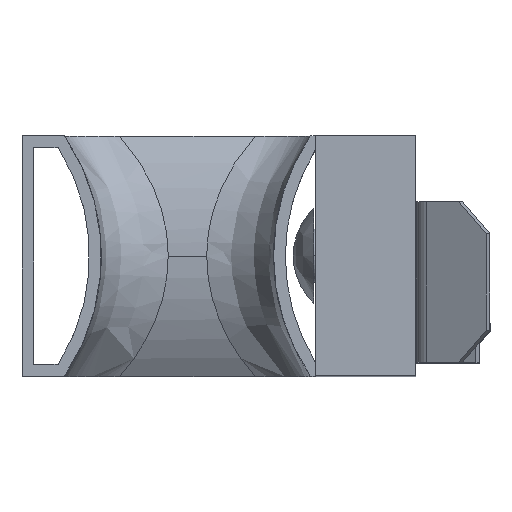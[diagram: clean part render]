
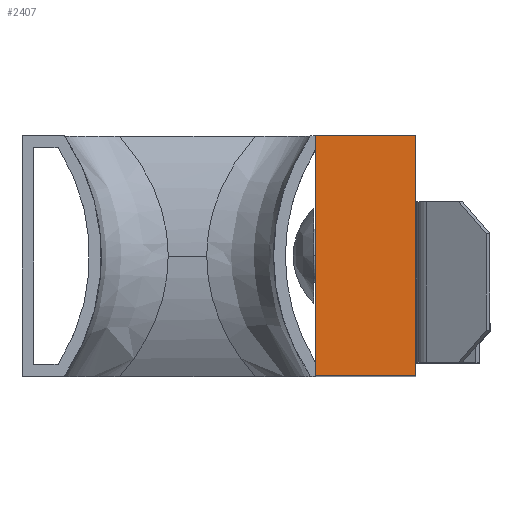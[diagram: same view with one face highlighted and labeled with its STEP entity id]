
A CAD part, top view. The second image highlights one B-rep face of the part: STEP entity #2407.
In plain terms, the highlighted planar face has unit normal (0, 0, 1).
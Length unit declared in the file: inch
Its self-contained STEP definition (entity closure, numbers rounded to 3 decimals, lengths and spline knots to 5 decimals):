
#28 = AXIS2_PLACEMENT_3D ( 'NONE', #1433, #4379, #1814 ) ;
#51 = ORIENTED_EDGE ( 'NONE', *, *, #4200, .F. ) ;
#685 = ORIENTED_EDGE ( 'NONE', *, *, #3933, .F. ) ;
#891 = VECTOR ( 'NONE', #3748, 39.37008 ) ;
#1033 = LINE ( 'NONE', #4945, #2235 ) ;
#1292 = VERTEX_POINT ( 'NONE', #2122 ) ;
#1357 = LINE ( 'NONE', #3671, #891 ) ;
#1433 = CARTESIAN_POINT ( 'NONE',  ( 0.47583, 0.5625, 0.4375 ) ) ;
#1756 = VERTEX_POINT ( 'NONE', #5006 ) ;
#1799 = PLANE ( 'NONE',  #28 ) ;
#1814 = DIRECTION ( 'NONE',  ( -1., 0., 0. ) ) ;
#1825 = CARTESIAN_POINT ( 'NONE',  ( -0.01564, -0.5625, 0.4375 ) ) ;
#2122 = CARTESIAN_POINT ( 'NONE',  ( 0.00764, 0.5625, 0.4375 ) ) ;
#2235 = VECTOR ( 'NONE', #4582, 39.37008 ) ;
#2407 = ADVANCED_FACE ( 'NONE', ( #5230 ), #1799, .F. ) ;
#2572 = LINE ( 'NONE', #1825, #4100 ) ;
#2675 = VERTEX_POINT ( 'NONE', #3813 ) ;
#3084 = DIRECTION ( 'NONE',  ( 1., 0., 0. ) ) ;
#3443 = LINE ( 'NONE', #5355, #3514 ) ;
#3474 = EDGE_CURVE ( 'NONE', #2675, #1292, #1033, .T. ) ;
#3514 = VECTOR ( 'NONE', #5441, 39.37008 ) ;
#3671 = CARTESIAN_POINT ( 'NONE',  ( 0.47583, 0.5625, 0.4375 ) ) ;
#3698 = EDGE_LOOP ( 'NONE', ( #3974, #685, #51, #4412 ) ) ;
#3748 = DIRECTION ( 'NONE',  ( 0., -1., 0. ) ) ;
#3813 = CARTESIAN_POINT ( 'NONE',  ( 0.00764, -0.5625, 0.4375 ) ) ;
#3932 = VERTEX_POINT ( 'NONE', #4145 ) ;
#3933 = EDGE_CURVE ( 'NONE', #1756, #3932, #1357, .T. ) ;
#3974 = ORIENTED_EDGE ( 'NONE', *, *, #4000, .T. ) ;
#4000 = EDGE_CURVE ( 'NONE', #2675, #3932, #2572, .T. ) ;
#4100 = VECTOR ( 'NONE', #3084, 39.37008 ) ;
#4145 = CARTESIAN_POINT ( 'NONE',  ( 0.47583, -0.5625, 0.4375 ) ) ;
#4200 = EDGE_CURVE ( 'NONE', #1292, #1756, #3443, .T. ) ;
#4379 = DIRECTION ( 'NONE',  ( 0., 0., -1. ) ) ;
#4412 = ORIENTED_EDGE ( 'NONE', *, *, #3474, .F. ) ;
#4582 = DIRECTION ( 'NONE',  ( 0., 1., 0. ) ) ;
#4945 = CARTESIAN_POINT ( 'NONE',  ( 0.00764, 0.5625, 0.4375 ) ) ;
#5006 = CARTESIAN_POINT ( 'NONE',  ( 0.47583, 0.5625, 0.4375 ) ) ;
#5230 = FACE_OUTER_BOUND ( 'NONE', #3698, .T. ) ;
#5355 = CARTESIAN_POINT ( 'NONE',  ( 0.47583, 0.5625, 0.4375 ) ) ;
#5441 = DIRECTION ( 'NONE',  ( 1., 0., 0. ) ) ;
